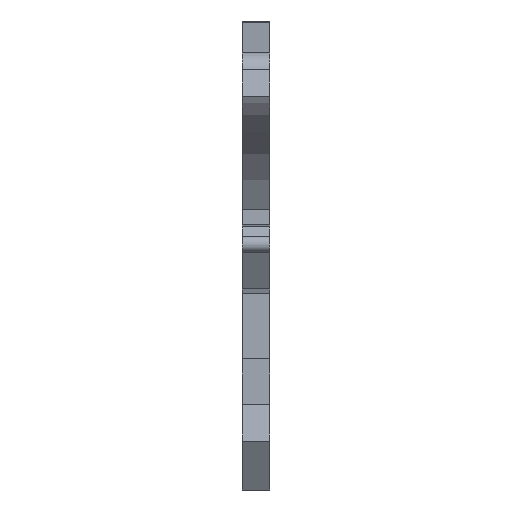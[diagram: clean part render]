
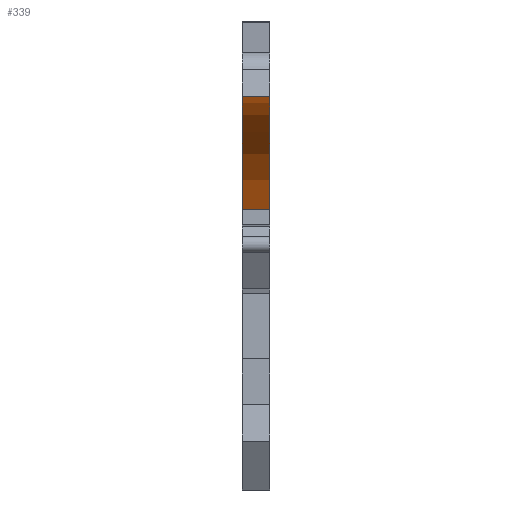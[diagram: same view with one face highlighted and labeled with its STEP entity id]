
A CAD part, left-side view. The second image highlights one B-rep face of the part: STEP entity #339.
In plain terms, the highlighted cylindrical face has radius 43.255 mm (diameter 86.511 mm), a partial arc.
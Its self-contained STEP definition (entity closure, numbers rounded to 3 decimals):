
#142 = AXIS2_PLACEMENT_3D ( 'NONE', #1843, #1864, #1836 ) ;
#176 = AXIS2_PLACEMENT_3D ( 'NONE', #2123, #2118, #2114 ) ;
#278 = CARTESIAN_POINT ( 'NONE',  ( -214.142, -3., 10.319 ) ) ;
#339 = ADVANCED_FACE ( 'NONE', ( #641 ), #2380, .F. ) ;
#344 = VECTOR ( 'NONE', #2397, 1000. ) ;
#516 = CARTESIAN_POINT ( 'NONE',  ( -249.156, -3., 35.176 ) ) ;
#610 = CARTESIAN_POINT ( 'NONE',  ( -249.156, 3., 35.176 ) ) ;
#641 = FACE_OUTER_BOUND ( 'NONE', #1852, .T. ) ;
#670 = AXIS2_PLACEMENT_3D ( 'NONE', #2164, #2132, #2155 ) ;
#860 = EDGE_CURVE ( 'NONE', #1220, #2273, #1743, .T. ) ;
#889 = EDGE_CURVE ( 'NONE', #2042, #2273, #1718, .T. ) ;
#891 = EDGE_CURVE ( 'NONE', #2076, #2042, #1704, .T. ) ;
#900 = EDGE_CURVE ( 'NONE', #2076, #1220, #1693, .T. ) ;
#1107 = ORIENTED_EDGE ( 'NONE', *, *, #889, .F. ) ;
#1111 = ORIENTED_EDGE ( 'NONE', *, *, #891, .F. ) ;
#1174 = ORIENTED_EDGE ( 'NONE', *, *, #900, .T. ) ;
#1220 = VERTEX_POINT ( 'NONE', #2022 ) ;
#1430 = ORIENTED_EDGE ( 'NONE', *, *, #860, .T. ) ;
#1688 = VECTOR ( 'NONE', #2321, 1000. ) ;
#1693 = CIRCLE ( 'NONE', #176, 43.255 ) ;
#1704 = LINE ( 'NONE', #2231, #1688 ) ;
#1718 = CIRCLE ( 'NONE', #670, 43.255 ) ;
#1743 = LINE ( 'NONE', #2347, #344 ) ;
#1836 = DIRECTION ( 'NONE',  ( 0., 0., -1. ) ) ;
#1843 = CARTESIAN_POINT ( 'NONE',  ( -253.386, 3., -7.872 ) ) ;
#1852 = EDGE_LOOP ( 'NONE', ( #1107, #1111, #1174, #1430 ) ) ;
#1864 = DIRECTION ( 'NONE',  ( 0., -1., 0. ) ) ;
#2022 = CARTESIAN_POINT ( 'NONE',  ( -214.142, 3., 10.319 ) ) ;
#2042 = VERTEX_POINT ( 'NONE', #516 ) ;
#2076 = VERTEX_POINT ( 'NONE', #610 ) ;
#2114 = DIRECTION ( 'NONE',  ( 0., 0., 1. ) ) ;
#2118 = DIRECTION ( 'NONE',  ( 0., 1., 0. ) ) ;
#2123 = CARTESIAN_POINT ( 'NONE',  ( -253.386, 3., -7.872 ) ) ;
#2132 = DIRECTION ( 'NONE',  ( 0., 1., 0. ) ) ;
#2155 = DIRECTION ( 'NONE',  ( 0., 0., 1. ) ) ;
#2164 = CARTESIAN_POINT ( 'NONE',  ( -253.386, -3., -7.872 ) ) ;
#2231 = CARTESIAN_POINT ( 'NONE',  ( -249.156, 3., 35.176 ) ) ;
#2273 = VERTEX_POINT ( 'NONE', #278 ) ;
#2321 = DIRECTION ( 'NONE',  ( 0., -1., 0. ) ) ;
#2347 = CARTESIAN_POINT ( 'NONE',  ( -214.142, 3., 10.319 ) ) ;
#2380 = CYLINDRICAL_SURFACE ( 'NONE', #142, 43.255 ) ;
#2397 = DIRECTION ( 'NONE',  ( 0., -1., 0. ) ) ;
